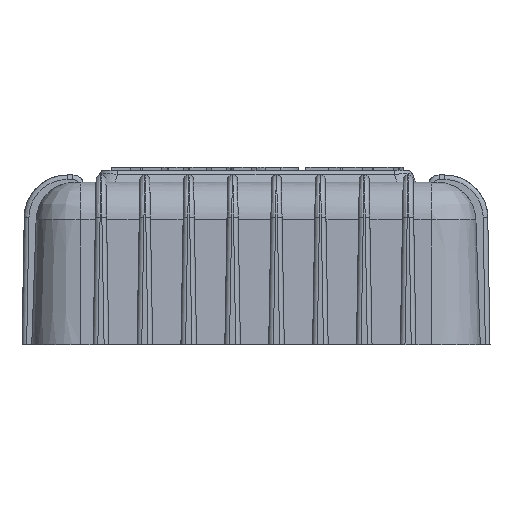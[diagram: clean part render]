
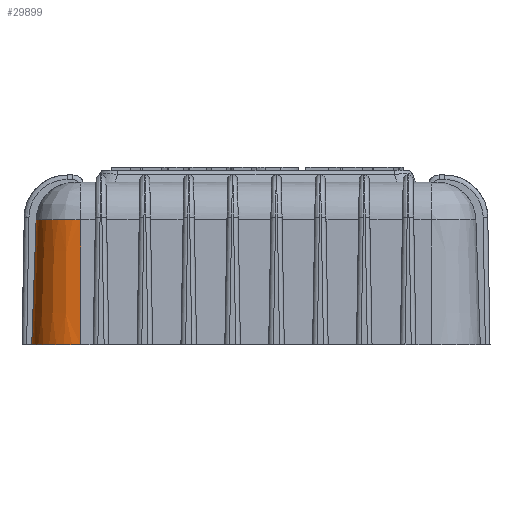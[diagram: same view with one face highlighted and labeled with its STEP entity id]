
A CAD part, left-side view. The second image highlights one B-rep face of the part: STEP entity #29899.
In plain terms, the highlighted conical face has half-angle 2 degrees and reference radius 6.35 mm.
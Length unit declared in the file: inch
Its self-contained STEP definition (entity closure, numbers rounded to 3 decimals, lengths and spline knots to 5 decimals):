
#7320=CARTESIAN_POINT('',(-1.91457,0.62326,0.0));
#7321=VERTEX_POINT('',#7320);
#7328=CARTESIAN_POINT('',(-1.66457,0.87326,0.0));
#7329=VERTEX_POINT('',#7328);
#7330=CARTESIAN_POINT('',(-1.66457,0.62326,0.0));
#7331=DIRECTION('',(0.0,0.0,-1.0));
#7332=DIRECTION('',(0.0,-1.0,0.0));
#7333=AXIS2_PLACEMENT_3D('',#7330,#7331,#7332);
#7334=CIRCLE('',#7333,0.25);
#7335=EDGE_CURVE('',#7321,#7329,#7334,.T.);
#24944=CARTESIAN_POINT('',(-1.66457,0.85091,0.63998));
#24945=VERTEX_POINT('',#24944);
#24946=CARTESIAN_POINT('',(-1.66457,0.87326,0.0));
#24947=DIRECTION('',(0.0,-0.035,0.999));
#24948=VECTOR('',#24947,0.64037);
#24949=LINE('',#24946,#24948);
#24950=EDGE_CURVE('',#7329,#24945,#24949,.T.);
#29053=CARTESIAN_POINT('',(-1.89222,0.62326,0.63998));
#29054=VERTEX_POINT('',#29053);
#29701=CARTESIAN_POINT('',(-1.66457,0.62326,0.63998));
#29702=DIRECTION('',(0.0,0.0,1.0));
#29703=DIRECTION('',(-0.707,0.707,0.0));
#29704=AXIS2_PLACEMENT_3D('',#29701,#29702,#29703);
#29705=CIRCLE('',#29704,0.22765);
#29706=EDGE_CURVE('',#24945,#29054,#29705,.T.);
#29878=CARTESIAN_POINT('',(-1.91457,0.62326,0.0));
#29879=DIRECTION('',(0.035,0.0,0.999));
#29880=VECTOR('',#29879,0.64037);
#29881=LINE('',#29878,#29880);
#29882=EDGE_CURVE('',#7321,#29054,#29881,.T.);
#29888=CARTESIAN_POINT('',(-1.66457,0.62326,0.0));
#29889=DIRECTION('',(0.0,0.0,-1.0));
#29890=DIRECTION('',(0.0,-1.0,0.0));
#29891=AXIS2_PLACEMENT_3D('',#29888,#29889,#29890);
#29892=CONICAL_SURFACE('',#29891,0.25,2.0);
#29893=ORIENTED_EDGE('',*,*,#29706,.F.);
#29894=ORIENTED_EDGE('',*,*,#24950,.F.);
#29895=ORIENTED_EDGE('',*,*,#7335,.F.);
#29896=ORIENTED_EDGE('',*,*,#29882,.T.);
#29897=EDGE_LOOP('',(#29893,#29894,#29895,#29896));
#29898=FACE_OUTER_BOUND('',#29897,.T.);
#29899=ADVANCED_FACE('',(#29898),#29892,.T.);
